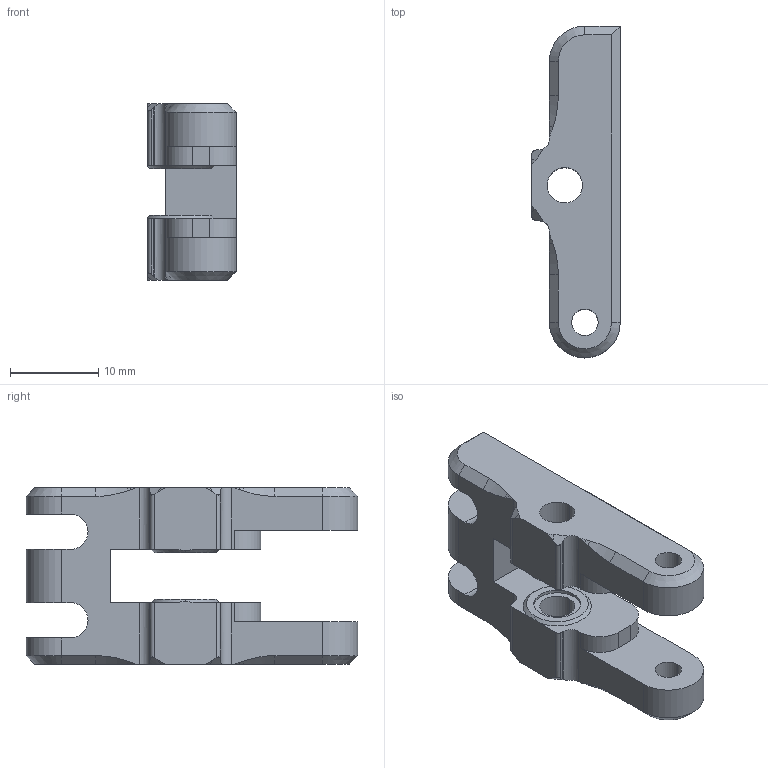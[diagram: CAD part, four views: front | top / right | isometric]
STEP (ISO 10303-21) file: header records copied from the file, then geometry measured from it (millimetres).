
FILE_DESCRIPTION (( 'STEP AP203' ), '1' );
FILE_NAME ('Extrusor - Tensor Filamento.STEP', '2015-09-07T08:52:28', ( 'Motherfocka' ), ( '' ), 'SwSTEP 2.0', 'SolidWorks 2014', '' );
FILE_SCHEMA (( 'CONFIG_CONTROL_DESIGN' ));
Length unit declared in the file: millimetre
Products named in the file (1): Extrusor - Tensor Filamento
Bounding box: 10 x 37.5 x 20 mm (x, y, z)
Volume: 3601 mm3; surface area: 2659.9 mm2
Topology: 1 solids, 1 shells, 112 faces, 317 edges, 208 vertices
Faces by surface type: plane 55, cylinder 33, cone 24
Entity records: 3804 total; most frequent: CARTESIAN_POINT 794, ORIENTED_EDGE 634, DIRECTION 593, EDGE_CURVE 317, VERTEX_POINT 208, AXIS2_PLACEMENT_3D 199, VECTOR 195, LINE 195
